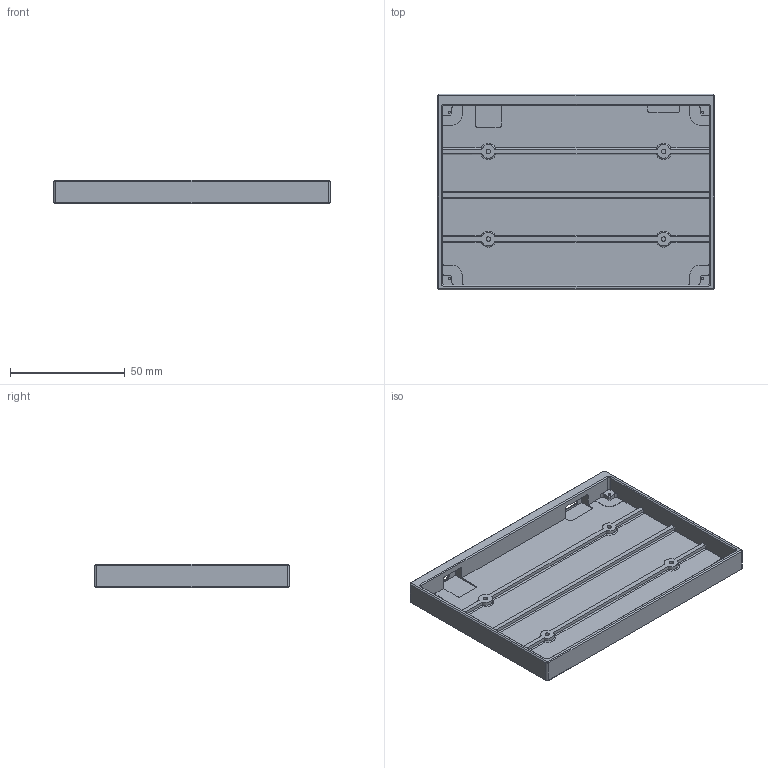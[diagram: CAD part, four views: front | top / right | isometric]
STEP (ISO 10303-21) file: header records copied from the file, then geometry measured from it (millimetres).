
FILE_DESCRIPTION(/* description */ (''),/* implementation_level */ '2;1');
FILE_NAME(/* name */ 'lskbd-chocolate-right.step',/* time_stamp */ '2024-01-28T15:14:35+09:00',/* author */ (''),/* organization */ (''),/* preprocessor_version */ 'ST-DEVELOPER v20',/* originating_system */ 'Autodesk Translation Framework v12.14.0.127',/* authorisation */ '');
FILE_SCHEMA (('AUTOMOTIVE_DESIGN { 1 0 10303 214 3 1 1 }'));
Length unit declared in the file: millimetre
Products named in the file (1): lskbd-low
Bounding box: 120.3 x 85.04 x 10.4 mm (x, y, z)
Volume: 26081.3 mm3; surface area: 29468.4 mm2
Topology: 1 solids, 1 shells, 207 faces, 523 edges, 331 vertices
Faces by surface type: plane 103, cylinder 75, cone 21, torus 8
Full cylindrical faces by diameter (mm): 1 x4, 1.9 x4, 3.8 x1, 8.2 x4
Entity records: 6396 total; most frequent: CARTESIAN_POINT 1270, DIRECTION 1086, ORIENTED_EDGE 1046, EDGE_CURVE 523, AXIS2_PLACEMENT_3D 371, LINE 344, VECTOR 344, VERTEX_POINT 331
